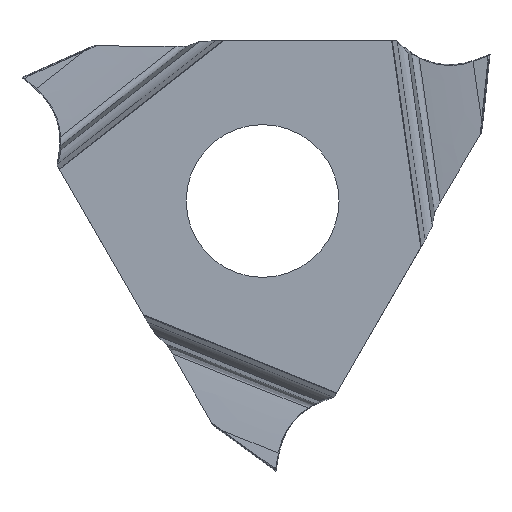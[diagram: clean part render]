
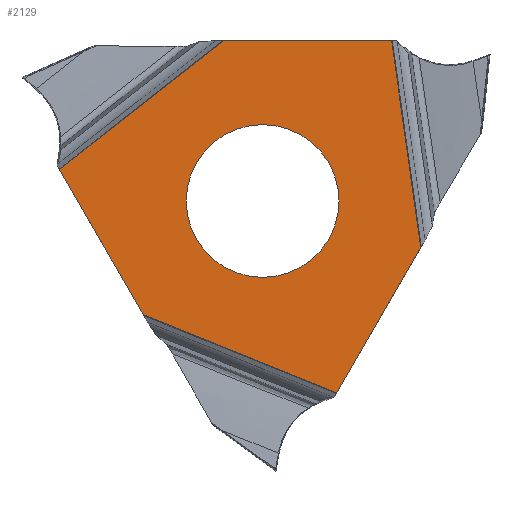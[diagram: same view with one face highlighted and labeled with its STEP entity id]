
A CAD part, left-side view. The second image highlights one B-rep face of the part: STEP entity #2129.
In plain terms, the highlighted planar face has unit normal (-1, 0, 0).
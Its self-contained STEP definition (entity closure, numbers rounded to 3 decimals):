
#45=DIRECTION('',(0.,-0.5,0.866));
#46=VECTOR('',#45,4.941);
#47=CARTESIAN_POINT('',(-3.18,-2.187,-5.652));
#48=LINE('',#47,#46);
#332=DIRECTION('',(0.,0.139,0.99));
#333=VECTOR('',#332,6.153);
#334=CARTESIAN_POINT('',(-3.18,-4.658,-1.373));
#335=LINE('',#334,#333);
#339=DIRECTION('',(0.,-0.927,-0.375));
#340=VECTOR('',#339,6.153);
#341=CARTESIAN_POINT('',(-3.18,3.518,-3.347));
#342=LINE('',#341,#340);
#937=CARTESIAN_POINT('',(-3.18,0.,0.));
#938=DIRECTION('',(1.,0.,0.));
#939=DIRECTION('',(0.,0.,-1.));
#940=AXIS2_PLACEMENT_3D('',#937,#938,#939);
#967=CARTESIAN_POINT('',(-3.18,0.,0.));
#968=DIRECTION('',(1.,0.,0.));
#969=DIRECTION('',(0.,0.,1.));
#970=AXIS2_PLACEMENT_3D('',#967,#968,#969);
#1215=DIRECTION('',(0.,-0.5,-0.866));
#1216=VECTOR('',#1215,4.941);
#1217=CARTESIAN_POINT('',(-3.18,5.988,0.932));
#1218=LINE('',#1217,#1216);
#1289=DIRECTION('',(0.,1.,0.));
#1290=VECTOR('',#1289,4.941);
#1291=CARTESIAN_POINT('',(-3.18,-3.801,4.72));
#1292=LINE('',#1291,#1290);
#1318=DIRECTION('',(0.,0.788,-0.616));
#1319=VECTOR('',#1318,6.153);
#1320=CARTESIAN_POINT('',(-3.18,1.14,4.72));
#1321=LINE('',#1320,#1319);
#1723=CARTESIAN_POINT('',(-3.18,-2.187,-5.652));
#1724=CARTESIAN_POINT('',(-3.18,-4.658,-1.373));
#1725=VERTEX_POINT('',#1723);
#1726=VERTEX_POINT('',#1724);
#1727=CARTESIAN_POINT('',(-3.18,-3.801,4.72));
#1728=CARTESIAN_POINT('',(-3.18,1.14,4.72));
#1729=VERTEX_POINT('',#1727);
#1730=VERTEX_POINT('',#1728);
#1731=CARTESIAN_POINT('',(-3.18,5.988,0.932));
#1732=CARTESIAN_POINT('',(-3.18,3.518,-3.347));
#1733=VERTEX_POINT('',#1731);
#1734=VERTEX_POINT('',#1732);
#1735=CARTESIAN_POINT('',(-3.18,0.,2.25));
#1736=CARTESIAN_POINT('',(-3.18,0.,-2.25));
#1737=VERTEX_POINT('',#1735);
#1738=VERTEX_POINT('',#1736);
#2106=CARTESIAN_POINT('',(-3.18,9.237,-9.));
#2107=DIRECTION('',(1.,0.,0.));
#2108=DIRECTION('',(0.,0.,1.));
#2109=AXIS2_PLACEMENT_3D('',#2106,#2107,#2108);
#2110=PLANE('',#2109);
#2111=ORIENTED_EDGE('',*,*,#1861,.F.);
#2113=ORIENTED_EDGE('',*,*,#2112,.F.);
#2115=ORIENTED_EDGE('',*,*,#2114,.F.);
#2117=ORIENTED_EDGE('',*,*,#2116,.F.);
#2119=ORIENTED_EDGE('',*,*,#2118,.F.);
#2120=ORIENTED_EDGE('',*,*,#2097,.F.);
#2121=EDGE_LOOP('',(#2111,#2113,#2115,#2117,#2119,#2120));
#2122=FACE_OUTER_BOUND('',#2121,.F.);
#2124=ORIENTED_EDGE('',*,*,#2123,.F.);
#2126=ORIENTED_EDGE('',*,*,#2125,.F.);
#2127=EDGE_LOOP('',(#2124,#2126));
#2128=FACE_BOUND('',#2127,.F.);
#941=CIRCLE('',#940,2.25);
#971=CIRCLE('',#970,2.25);
#1861=EDGE_CURVE('',#1725,#1726,#48,.T.);
#2097=EDGE_CURVE('',#1726,#1729,#335,.T.);
#2112=EDGE_CURVE('',#1734,#1725,#342,.T.);
#2114=EDGE_CURVE('',#1733,#1734,#1218,.T.);
#2116=EDGE_CURVE('',#1730,#1733,#1321,.T.);
#2118=EDGE_CURVE('',#1729,#1730,#1292,.T.);
#2123=EDGE_CURVE('',#1737,#1738,#971,.T.);
#2125=EDGE_CURVE('',#1738,#1737,#941,.T.);
#2129=ADVANCED_FACE('',(#2122,#2128),#2110,.F.);
